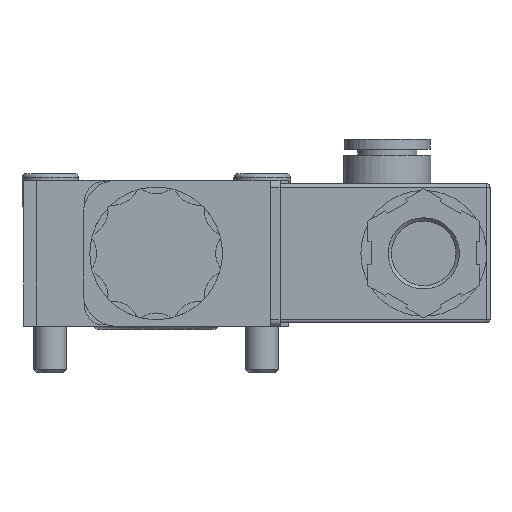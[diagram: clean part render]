
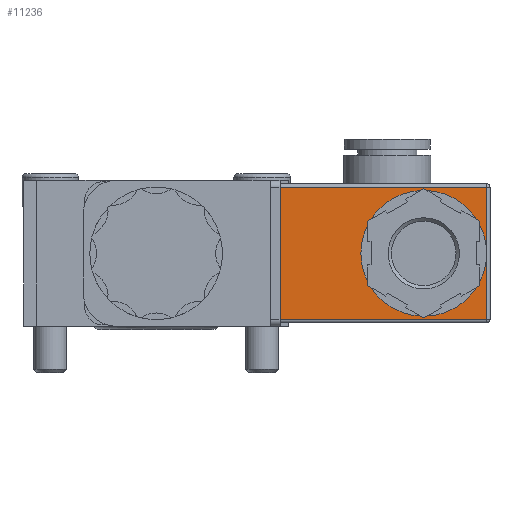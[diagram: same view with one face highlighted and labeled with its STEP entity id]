
A CAD part, left-side view. The second image highlights one B-rep face of the part: STEP entity #11236.
In plain terms, the highlighted face is planar.
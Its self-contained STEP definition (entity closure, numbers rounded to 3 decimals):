
#710=PLANE('',#12164);
#1262=FACE_OUTER_BOUND('',#1977,.T.);
#1977=EDGE_LOOP('',(#9247,#9248,#9249,#9250,#9251,#9252,#9253));
#2899=LINE('',#18748,#3882);
#2911=LINE('',#18797,#3894);
#2912=LINE('',#18798,#3895);
#2913=LINE('',#18800,#3896);
#2914=LINE('',#18801,#3897);
#3882=VECTOR('',#14486,1000.);
#3894=VECTOR('',#14538,1000.);
#3895=VECTOR('',#14539,1000.);
#3896=VECTOR('',#14540,1000.);
#3897=VECTOR('',#14541,1000.);
#4420=CIRCLE('',#12154,9.5);
#4421=CIRCLE('',#12155,9.5);
#5274=VERTEX_POINT('',#18746);
#5275=VERTEX_POINT('',#18747);
#5285=VERTEX_POINT('',#18773);
#5286=VERTEX_POINT('',#18775);
#5292=VERTEX_POINT('',#18796);
#5293=VERTEX_POINT('',#18799);
#6635=EDGE_CURVE('',#5274,#5275,#2899,.T.);
#6649=EDGE_CURVE('',#5285,#5286,#4420,.F.);
#6650=EDGE_CURVE('',#5286,#5285,#4421,.F.);
#6659=EDGE_CURVE('',#5275,#5292,#2911,.F.);
#6660=EDGE_CURVE('',#5292,#5286,#2912,.F.);
#6661=EDGE_CURVE('',#5286,#5293,#2913,.F.);
#6662=EDGE_CURVE('',#5293,#5274,#2914,.F.);
#9247=ORIENTED_EDGE('',*,*,#6635,.T.);
#9248=ORIENTED_EDGE('',*,*,#6659,.T.);
#9249=ORIENTED_EDGE('',*,*,#6660,.T.);
#9250=ORIENTED_EDGE('',*,*,#6649,.F.);
#9251=ORIENTED_EDGE('',*,*,#6650,.F.);
#9252=ORIENTED_EDGE('',*,*,#6661,.T.);
#9253=ORIENTED_EDGE('',*,*,#6662,.T.);
#11236=ADVANCED_FACE('',(#1262),#710,.F.);
#12154=AXIS2_PLACEMENT_3D('',#18776,#14512,#14513);
#12155=AXIS2_PLACEMENT_3D('',#18777,#14514,#14515);
#12164=AXIS2_PLACEMENT_3D('',#18795,#14536,#14537);
#14486=DIRECTION('',(-1.,0.,0.));
#14512=DIRECTION('center_axis',(0.,0.,-1.));
#14513=DIRECTION('ref_axis',(-1.,0.,0.));
#14514=DIRECTION('center_axis',(0.,0.,-1.));
#14515=DIRECTION('ref_axis',(-1.,0.,0.));
#14536=DIRECTION('center_axis',(0.,0.,-1.));
#14537=DIRECTION('ref_axis',(-1.,0.,0.));
#14538=DIRECTION('',(0.,1.,0.));
#14539=DIRECTION('',(-1.,0.,0.));
#14540=DIRECTION('',(-1.,0.,0.));
#14541=DIRECTION('',(0.,-1.,0.));
#18746=CARTESIAN_POINT('',(17.,14.7,29.2));
#18747=CARTESIAN_POINT('',(-3.,14.7,29.2));
#18748=CARTESIAN_POINT('',(14.5,14.7,29.2));
#18773=CARTESIAN_POINT('',(16.5,-7.,29.2));
#18775=CARTESIAN_POINT('',(7.,-16.5,29.2));
#18776=CARTESIAN_POINT('Origin',(7.,-7.,29.2));
#18777=CARTESIAN_POINT('Origin',(7.,-7.,29.2));
#18795=CARTESIAN_POINT('Origin',(0.755,-14.,29.2));
#18796=CARTESIAN_POINT('',(-3.,-16.5,29.2));
#18797=CARTESIAN_POINT('',(-3.,-14.,29.2));
#18798=CARTESIAN_POINT('',(17.5,-16.5,29.2));
#18799=CARTESIAN_POINT('',(17.,-16.5,29.2));
#18800=CARTESIAN_POINT('',(17.5,-16.5,29.2));
#18801=CARTESIAN_POINT('',(17.,-14.,29.2));
